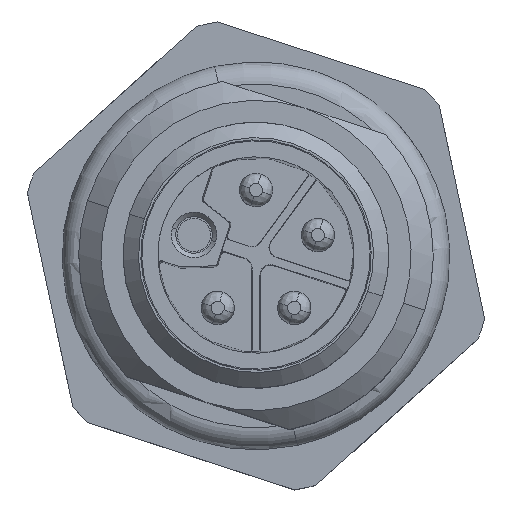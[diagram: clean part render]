
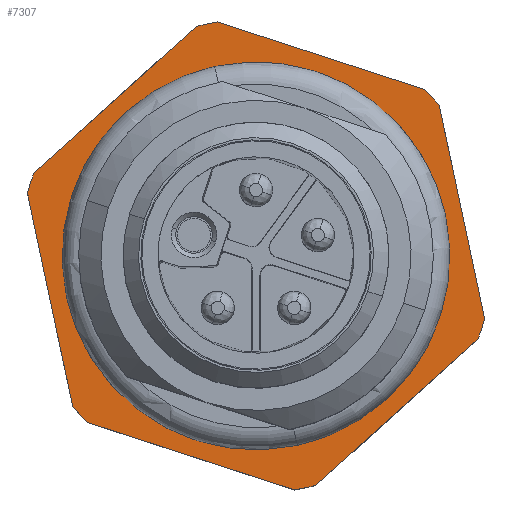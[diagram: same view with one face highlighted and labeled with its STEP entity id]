
A CAD part, top view. The second image highlights one B-rep face of the part: STEP entity #7307.
In plain terms, the highlighted planar face has unit normal (0, 0, 1).
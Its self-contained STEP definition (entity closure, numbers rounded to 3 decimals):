
#6909=AXIS2_PLACEMENT_3D('Circle Axis2P3D',#6907,#6908,$) ;
#6927=AXIS2_PLACEMENT_3D('Circle Axis2P3D',#6925,#6926,$) ;
#7187=AXIS2_PLACEMENT_3D('Plane Axis2P3D',#7184,#7185,#7186) ;
#7200=AXIS2_PLACEMENT_3D('Circle Axis2P3D',#7198,#7199,$) ;
#7207=AXIS2_PLACEMENT_3D('Circle Axis2P3D',#7205,#7206,$) ;
#7221=AXIS2_PLACEMENT_3D('Circle Axis2P3D',#7219,#7220,$) ;
#7235=AXIS2_PLACEMENT_3D('Circle Axis2P3D',#7233,#7234,$) ;
#7249=AXIS2_PLACEMENT_3D('Circle Axis2P3D',#7247,#7248,$) ;
#7256=AXIS2_PLACEMENT_3D('Circle Axis2P3D',#7254,#7255,$) ;
#7270=AXIS2_PLACEMENT_3D('Circle Axis2P3D',#7268,#7269,$) ;
#7284=AXIS2_PLACEMENT_3D('Circle Axis2P3D',#7282,#7283,$) ;
#6890=CARTESIAN_POINT('Vertex',(11.967,2.984,5.3)) ;
#6904=CARTESIAN_POINT('Vertex',(8.665,18.128,5.3)) ;
#6907=CARTESIAN_POINT('Axis2P3D Location',(10.316,10.556,5.3)) ;
#6925=CARTESIAN_POINT('Axis2P3D Location',(10.316,10.556,5.3)) ;
#7184=CARTESIAN_POINT('Axis2P3D Location',(3.326,12.828,5.3)) ;
#7189=CARTESIAN_POINT('Line Origine',(3.959,17.616,5.3)) ;
#7193=CARTESIAN_POINT('Vertex',(7.618,20.911,5.3)) ;
#7195=CARTESIAN_POINT('Vertex',(0.3,14.322,5.3)) ;
#7198=CARTESIAN_POINT('Axis2P3D Location',(10.316,10.556,5.3)) ;
#7202=CARTESIAN_POINT('Vertex',(0.14,13.863,5.3)) ;
#7205=CARTESIAN_POINT('Axis2P3D Location',(10.316,10.556,5.3)) ;
#7209=CARTESIAN_POINT('Vertex',(0.,13.397,5.3)) ;
#7212=CARTESIAN_POINT('Line Origine',(1.024,8.581,5.3)) ;
#7216=CARTESIAN_POINT('Vertex',(2.047,3.765,5.3)) ;
#7219=CARTESIAN_POINT('Axis2P3D Location',(10.316,10.556,5.3)) ;
#7223=CARTESIAN_POINT('Vertex',(2.698,3.043,5.3)) ;
#7226=CARTESIAN_POINT('Line Origine',(7.38,1.521,5.3)) ;
#7230=CARTESIAN_POINT('Vertex',(12.063,0.,5.3)) ;
#7233=CARTESIAN_POINT('Axis2P3D Location',(10.316,10.556,5.3)) ;
#7237=CARTESIAN_POINT('Vertex',(13.014,0.202,5.3)) ;
#7240=CARTESIAN_POINT('Line Origine',(16.673,3.497,5.3)) ;
#7244=CARTESIAN_POINT('Vertex',(20.332,6.791,5.3)) ;
#7247=CARTESIAN_POINT('Axis2P3D Location',(10.316,10.556,5.3)) ;
#7251=CARTESIAN_POINT('Vertex',(20.492,7.25,5.3)) ;
#7254=CARTESIAN_POINT('Axis2P3D Location',(10.316,10.556,5.3)) ;
#7258=CARTESIAN_POINT('Vertex',(20.632,7.716,5.3)) ;
#7261=CARTESIAN_POINT('Line Origine',(19.608,12.532,5.3)) ;
#7265=CARTESIAN_POINT('Vertex',(18.585,17.347,5.3)) ;
#7268=CARTESIAN_POINT('Axis2P3D Location',(10.316,10.556,5.3)) ;
#7272=CARTESIAN_POINT('Vertex',(17.934,18.07,5.3)) ;
#7275=CARTESIAN_POINT('Line Origine',(13.252,19.591,5.3)) ;
#7279=CARTESIAN_POINT('Vertex',(8.569,21.113,5.3)) ;
#7282=CARTESIAN_POINT('Axis2P3D Location',(10.316,10.556,5.3)) ;
#6908=DIRECTION('Axis2P3D Direction',(0.,0.,-1.)) ;
#6926=DIRECTION('Axis2P3D Direction',(0.,0.,-1.)) ;
#7185=DIRECTION('Axis2P3D Direction',(0.,0.,1.)) ;
#7186=DIRECTION('Axis2P3D XDirection',(0.309,0.951,0.)) ;
#7190=DIRECTION('Vector Direction',(-0.743,-0.669,0.)) ;
#7199=DIRECTION('Axis2P3D Direction',(0.,0.,1.)) ;
#7206=DIRECTION('Axis2P3D Direction',(0.,0.,1.)) ;
#7213=DIRECTION('Vector Direction',(0.208,-0.978,0.)) ;
#7220=DIRECTION('Axis2P3D Direction',(0.,0.,1.)) ;
#7227=DIRECTION('Vector Direction',(0.951,-0.309,0.)) ;
#7234=DIRECTION('Axis2P3D Direction',(0.,0.,1.)) ;
#7241=DIRECTION('Vector Direction',(0.743,0.669,0.)) ;
#7248=DIRECTION('Axis2P3D Direction',(0.,0.,1.)) ;
#7255=DIRECTION('Axis2P3D Direction',(0.,0.,1.)) ;
#7262=DIRECTION('Vector Direction',(-0.208,0.978,0.)) ;
#7269=DIRECTION('Axis2P3D Direction',(0.,0.,1.)) ;
#7276=DIRECTION('Vector Direction',(-0.951,0.309,0.)) ;
#7283=DIRECTION('Axis2P3D Direction',(0.,0.,1.)) ;
#7191=VECTOR('Line Direction',#7190,1.) ;
#7214=VECTOR('Line Direction',#7213,1.) ;
#7228=VECTOR('Line Direction',#7227,1.) ;
#7242=VECTOR('Line Direction',#7241,1.) ;
#7263=VECTOR('Line Direction',#7262,1.) ;
#7277=VECTOR('Line Direction',#7276,1.) ;
#7288=ORIENTED_EDGE('',*,*,#7197,.T.) ;
#7289=ORIENTED_EDGE('',*,*,#7204,.T.) ;
#7290=ORIENTED_EDGE('',*,*,#7211,.T.) ;
#7291=ORIENTED_EDGE('',*,*,#7218,.T.) ;
#7292=ORIENTED_EDGE('',*,*,#7225,.T.) ;
#7293=ORIENTED_EDGE('',*,*,#7232,.T.) ;
#7294=ORIENTED_EDGE('',*,*,#7239,.T.) ;
#7295=ORIENTED_EDGE('',*,*,#7246,.T.) ;
#7296=ORIENTED_EDGE('',*,*,#7253,.T.) ;
#7297=ORIENTED_EDGE('',*,*,#7260,.T.) ;
#7298=ORIENTED_EDGE('',*,*,#7267,.T.) ;
#7299=ORIENTED_EDGE('',*,*,#7274,.T.) ;
#7300=ORIENTED_EDGE('',*,*,#7281,.T.) ;
#7301=ORIENTED_EDGE('',*,*,#7286,.T.) ;
#7304=ORIENTED_EDGE('',*,*,#6929,.F.) ;
#7305=ORIENTED_EDGE('',*,*,#6911,.F.) ;
#7306=FACE_BOUND('',#7303,.T.) ;
#7307=ADVANCED_FACE('Hauptkoerper',(#7302,#7306),#7188,.T.) ;
#6910=CIRCLE('generated circle',#6909,7.75) ;
#6928=CIRCLE('generated circle',#6927,7.75) ;
#7201=CIRCLE('generated circle',#7200,10.7) ;
#7208=CIRCLE('generated circle',#7207,10.7) ;
#7222=CIRCLE('generated circle',#7221,10.7) ;
#7236=CIRCLE('generated circle',#7235,10.7) ;
#7250=CIRCLE('generated circle',#7249,10.7) ;
#7257=CIRCLE('generated circle',#7256,10.7) ;
#7271=CIRCLE('generated circle',#7270,10.7) ;
#7285=CIRCLE('generated circle',#7284,10.7) ;
#6911=EDGE_CURVE('',#6905,#6891,#6910,.F.) ;
#6929=EDGE_CURVE('',#6891,#6905,#6928,.F.) ;
#7197=EDGE_CURVE('',#7194,#7196,#7192,.T.) ;
#7204=EDGE_CURVE('',#7196,#7203,#7201,.T.) ;
#7211=EDGE_CURVE('',#7203,#7210,#7208,.T.) ;
#7218=EDGE_CURVE('',#7210,#7217,#7215,.T.) ;
#7225=EDGE_CURVE('',#7217,#7224,#7222,.T.) ;
#7232=EDGE_CURVE('',#7224,#7231,#7229,.T.) ;
#7239=EDGE_CURVE('',#7231,#7238,#7236,.T.) ;
#7246=EDGE_CURVE('',#7238,#7245,#7243,.T.) ;
#7253=EDGE_CURVE('',#7245,#7252,#7250,.T.) ;
#7260=EDGE_CURVE('',#7252,#7259,#7257,.T.) ;
#7267=EDGE_CURVE('',#7259,#7266,#7264,.T.) ;
#7274=EDGE_CURVE('',#7266,#7273,#7271,.T.) ;
#7281=EDGE_CURVE('',#7273,#7280,#7278,.T.) ;
#7286=EDGE_CURVE('',#7280,#7194,#7285,.T.) ;
#7287=EDGE_LOOP('',(#7288,#7289,#7290,#7291,#7292,#7293,#7294,#7295,#7296,#7297,#7298,#7299,#7300,#7301)) ;
#7303=EDGE_LOOP('',(#7304,#7305)) ;
#7302=FACE_OUTER_BOUND('',#7287,.T.) ;
#7192=LINE('Line',#7189,#7191) ;
#7215=LINE('Line',#7212,#7214) ;
#7229=LINE('Line',#7226,#7228) ;
#7243=LINE('Line',#7240,#7242) ;
#7264=LINE('Line',#7261,#7263) ;
#7278=LINE('Line',#7275,#7277) ;
#7188=PLANE('',#7187) ;
#6891=VERTEX_POINT('',#6890) ;
#6905=VERTEX_POINT('',#6904) ;
#7194=VERTEX_POINT('',#7193) ;
#7196=VERTEX_POINT('',#7195) ;
#7203=VERTEX_POINT('',#7202) ;
#7210=VERTEX_POINT('',#7209) ;
#7217=VERTEX_POINT('',#7216) ;
#7224=VERTEX_POINT('',#7223) ;
#7231=VERTEX_POINT('',#7230) ;
#7238=VERTEX_POINT('',#7237) ;
#7245=VERTEX_POINT('',#7244) ;
#7252=VERTEX_POINT('',#7251) ;
#7259=VERTEX_POINT('',#7258) ;
#7266=VERTEX_POINT('',#7265) ;
#7273=VERTEX_POINT('',#7272) ;
#7280=VERTEX_POINT('',#7279) ;
